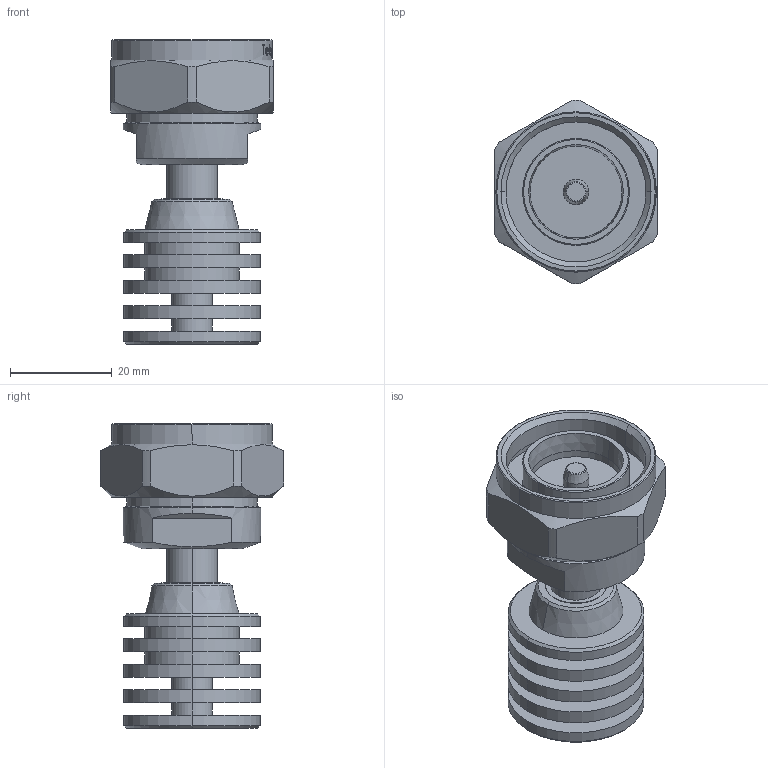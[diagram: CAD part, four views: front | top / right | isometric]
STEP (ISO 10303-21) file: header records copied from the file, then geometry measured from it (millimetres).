
FILE_DESCRIPTION (( 'STEP AP214' ), '1' );
FILE_NAME ('J01124A0009.STEP', '2019-11-27T07:51:22', ( '' ), ( '' ), 'SwSTEP 2.0', 'SolidWorks 2018', '' );
FILE_SCHEMA (( 'AUTOMOTIVE_DESIGN' ));
Length unit declared in the file: millimetre
Products named in the file (1): J01124A0009
Bounding box: 32 x 36 x 59.85 mm (x, y, z)
Volume: 24499.8 mm3; surface area: 11503.1 mm2
Topology: 1 solids, 1 shells, 797 faces, 2066 edges, 1368 vertices
Faces by surface type: plane 419, bspline 263, cylinder 85, cone 28, torus 2
Entity records: 46342 total; most frequent: CARTESIAN_POINT 19742, ORIENTED_EDGE 4132, DIRECTION 2784, EDGE_CURVE 2066, VERTEX_POINT 1368, LINE 1282, VECTOR 1282, EDGE_LOOP 894
